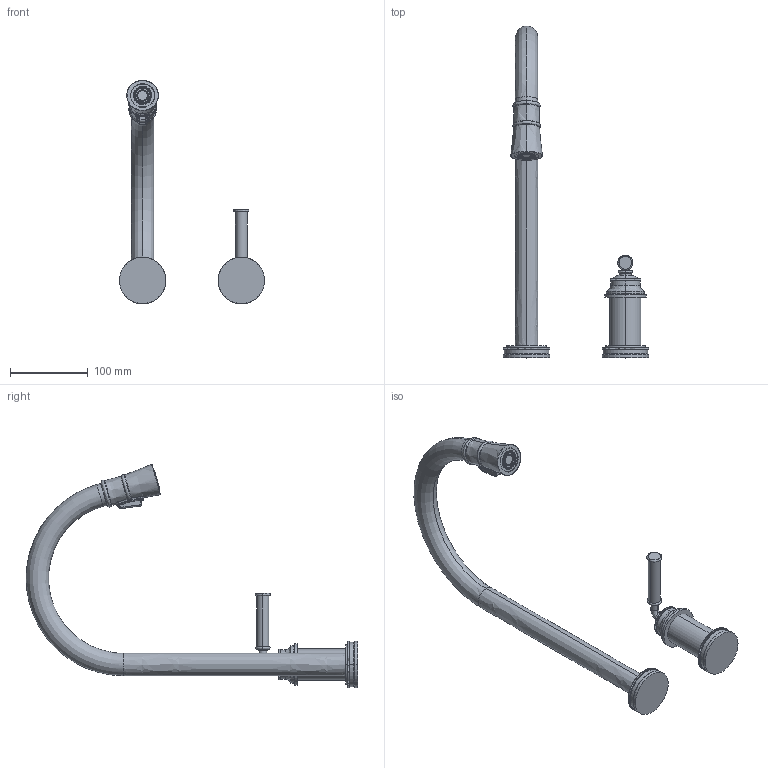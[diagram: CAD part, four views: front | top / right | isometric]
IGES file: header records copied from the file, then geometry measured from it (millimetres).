
Start section:  PTC IGES file: 2940-5123.igs
Global section: file name: 2940-5123.igs; native system: Creo Parametric by PTC Inc.; preprocessor: 2018400; author: jinson.thomas; organization: Unknown; date: 20210408.121445; units: inch
Bounding box: 186.69 x 426.7 x 287.28 mm (x, y, z)
Volume: 685201.8 mm3; surface area: 101503.2 mm2
Topology: 2 solids, 2 shells, 1355 faces, 3743 edges, 2443 vertices
Faces by surface type: bspline 789, revolution 566
